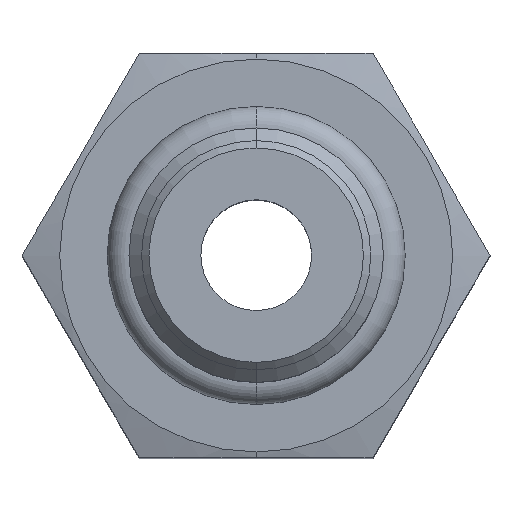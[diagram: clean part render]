
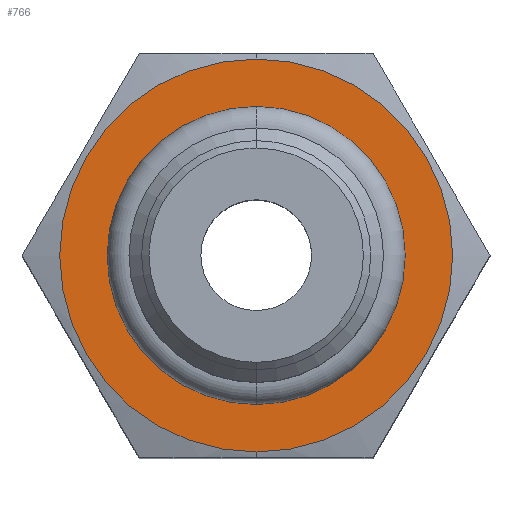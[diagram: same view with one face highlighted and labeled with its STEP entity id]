
A CAD part, top view. The second image highlights one B-rep face of the part: STEP entity #766.
In plain terms, the highlighted planar face has unit normal (0, 0, 1).
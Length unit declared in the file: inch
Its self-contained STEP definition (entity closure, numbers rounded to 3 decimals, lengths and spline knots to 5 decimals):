
#273=CARTESIAN_POINT('',(0.,0.,0.89));
#274=DIRECTION('',(0.,0.,-1.));
#275=DIRECTION('',(0.,-1.,0.));
#276=AXIS2_PLACEMENT_3D('',#273,#274,#275);
#278=CARTESIAN_POINT('',(0.,0.,0.89));
#279=DIRECTION('',(0.,0.,-1.));
#280=DIRECTION('',(0.,1.,0.));
#281=AXIS2_PLACEMENT_3D('',#278,#279,#280);
#283=CARTESIAN_POINT('',(0.,0.,0.89));
#284=DIRECTION('',(0.,0.,1.));
#285=DIRECTION('',(0.,1.,0.));
#286=AXIS2_PLACEMENT_3D('',#283,#284,#285);
#288=CARTESIAN_POINT('',(0.,0.,0.89));
#289=DIRECTION('',(0.,0.,1.));
#290=DIRECTION('',(0.,-1.,0.));
#291=AXIS2_PLACEMENT_3D('',#288,#289,#290);
#483=CARTESIAN_POINT('',(0.,-0.22543,0.89));
#484=CARTESIAN_POINT('',(0.,0.22543,0.89));
#485=VERTEX_POINT('',#483);
#486=VERTEX_POINT('',#484);
#509=CARTESIAN_POINT('',(0.,0.3335,0.89));
#510=CARTESIAN_POINT('',(0.,-0.3335,0.89));
#511=VERTEX_POINT('',#509);
#512=VERTEX_POINT('',#510);
#751=CARTESIAN_POINT('',(0.,0.,0.89));
#752=DIRECTION('',(0.,0.,1.));
#753=DIRECTION('',(0.,1.,0.));
#754=AXIS2_PLACEMENT_3D('',#751,#752,#753);
#755=PLANE('',#754);
#756=ORIENTED_EDGE('',*,*,#689,.F.);
#757=ORIENTED_EDGE('',*,*,#667,.F.);
#758=EDGE_LOOP('',(#756,#757));
#759=FACE_OUTER_BOUND('',#758,.F.);
#761=ORIENTED_EDGE('',*,*,#760,.F.);
#763=ORIENTED_EDGE('',*,*,#762,.F.);
#764=EDGE_LOOP('',(#761,#763));
#765=FACE_BOUND('',#764,.F.);
#766=ADVANCED_FACE('',(#759,#765),#755,.T.);
#277=CIRCLE('',#276,0.22543);
#282=CIRCLE('',#281,0.22543);
#287=CIRCLE('',#286,0.3335);
#292=CIRCLE('',#291,0.3335);
#667=EDGE_CURVE('',#512,#511,#292,.T.);
#689=EDGE_CURVE('',#511,#512,#287,.T.);
#760=EDGE_CURVE('',#485,#486,#277,.T.);
#762=EDGE_CURVE('',#486,#485,#282,.T.);
